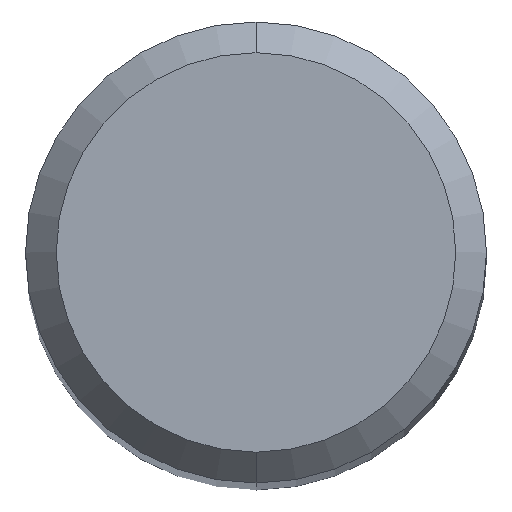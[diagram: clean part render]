
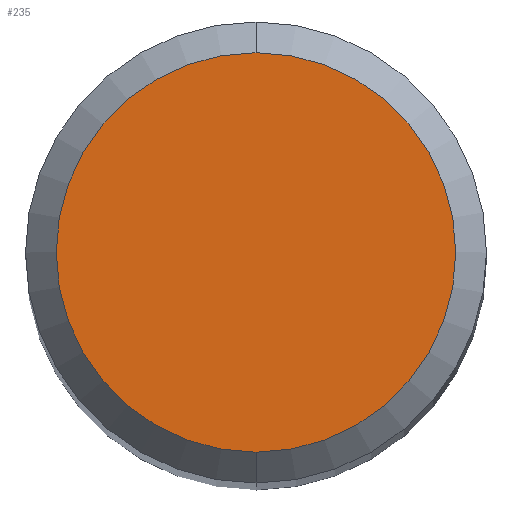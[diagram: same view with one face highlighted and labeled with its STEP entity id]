
A CAD part, top view. The second image highlights one B-rep face of the part: STEP entity #235.
In plain terms, the highlighted planar face has unit normal (0, 0, 1).
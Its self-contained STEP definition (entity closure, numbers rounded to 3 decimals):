
#235=ADVANCED_FACE('',(#600),#601,.T.);
#287=VERTEX_POINT('',#660);
#313=VERTEX_POINT('',#689);
#463=EDGE_CURVE('',#287,#313,#854,.T.);
#485=EDGE_CURVE('',#313,#287,#878,.T.);
#600=FACE_OUTER_BOUND('',#1021,.T.);
#601=PLANE('',#1022);
#660=CARTESIAN_POINT('',(0.,-2.6,0.0));
#689=CARTESIAN_POINT('',(0.0,2.6,0.0));
#854=CIRCLE('',#1489,2.6);
#878=CIRCLE('',#1566,2.6);
#1021=EDGE_LOOP('',(#1719,#1720));
#1022=AXIS2_PLACEMENT_3D('',#1721,#1722,#1723);
#1489=AXIS2_PLACEMENT_3D('',#2022,#2023,#2024);
#1566=AXIS2_PLACEMENT_3D('',#2038,#2039,#2040);
#1719=ORIENTED_EDGE('',*,*,#485,.F.);
#1720=ORIENTED_EDGE('',*,*,#463,.F.);
#1721=CARTESIAN_POINT('',(0.0,1.3,0.0));
#1722=DIRECTION('',(-0.0,0.0,1.0));
#1723=DIRECTION('',(0.0,-1.0,0.0));
#2022=CARTESIAN_POINT('',(0.0,0.0,0.0));
#2023=DIRECTION('',(0.0,0.0,-1.0));
#2024=DIRECTION('',(0.0,1.0,0.0));
#2038=CARTESIAN_POINT('',(0.0,0.0,0.0));
#2039=DIRECTION('',(0.0,0.0,-1.0));
#2040=DIRECTION('',(0.0,1.0,0.0));
